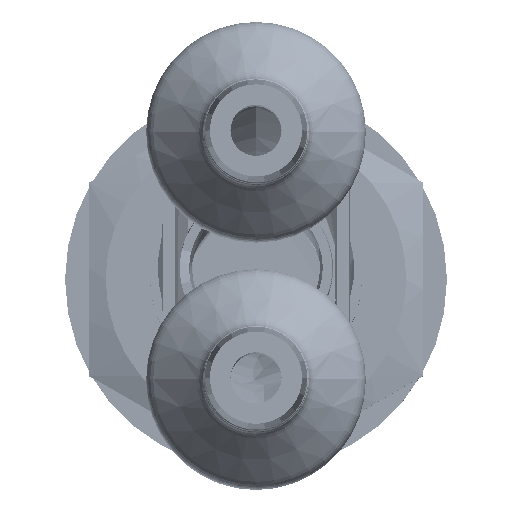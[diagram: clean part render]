
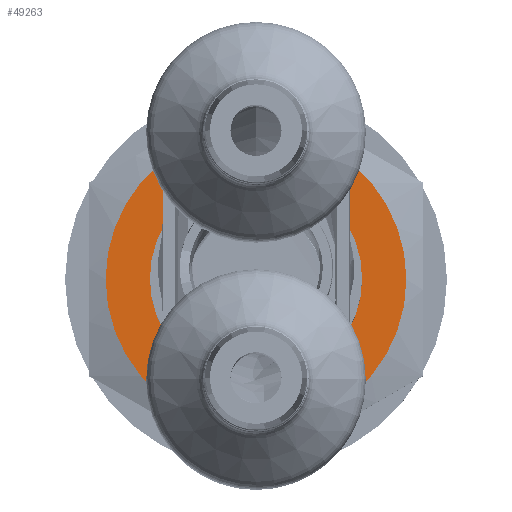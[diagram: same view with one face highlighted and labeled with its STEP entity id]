
A CAD part, top view. The second image highlights one B-rep face of the part: STEP entity #49263.
In plain terms, the highlighted planar face has unit normal (0, 0, 1).
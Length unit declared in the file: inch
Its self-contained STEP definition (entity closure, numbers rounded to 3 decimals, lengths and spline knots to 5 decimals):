
#49046=CARTESIAN_POINT('',(0.,0.,2.2));
#49047=DIRECTION('',(0.,0.,1.));
#49048=DIRECTION('',(-1.,0.,0.));
#49049=AXIS2_PLACEMENT_3D('',#49046,#49047,#49048);
#49051=CARTESIAN_POINT('',(0.,0.,2.2));
#49052=DIRECTION('',(0.,0.,1.));
#49053=DIRECTION('',(1.,0.,0.));
#49054=AXIS2_PLACEMENT_3D('',#49051,#49052,#49053);
#49056=CARTESIAN_POINT('',(0.,0.,2.2));
#49057=DIRECTION('',(0.,0.,1.));
#49058=DIRECTION('',(0.,1.,0.));
#49059=AXIS2_PLACEMENT_3D('',#49056,#49057,#49058);
#49061=CARTESIAN_POINT('',(0.,0.,2.2));
#49062=DIRECTION('',(0.,0.,1.));
#49063=DIRECTION('',(0.,-1.,0.));
#49064=AXIS2_PLACEMENT_3D('',#49061,#49062,#49063);
#49087=CARTESIAN_POINT('',(-1.65,0.,2.2));
#49089=VERTEX_POINT('',#49087);
#49091=CARTESIAN_POINT('',(1.65,0.,2.2));
#49093=VERTEX_POINT('',#49091);
#49094=CARTESIAN_POINT('',(0.,3.15,2.2));
#49096=VERTEX_POINT('',#49094);
#49098=CARTESIAN_POINT('',(0.,-3.15,2.2));
#49100=VERTEX_POINT('',#49098);
#49248=CARTESIAN_POINT('',(0.,0.,2.2));
#49249=DIRECTION('',(0.,0.,1.));
#49250=DIRECTION('',(1.,0.,0.));
#49251=AXIS2_PLACEMENT_3D('',#49248,#49249,#49250);
#49252=PLANE('',#49251);
#49253=ORIENTED_EDGE('',*,*,#49154,.F.);
#49254=ORIENTED_EDGE('',*,*,#49179,.F.);
#49255=EDGE_LOOP('',(#49253,#49254));
#49256=FACE_OUTER_BOUND('',#49255,.F.);
#49258=ORIENTED_EDGE('',*,*,#49257,.T.);
#49260=ORIENTED_EDGE('',*,*,#49259,.T.);
#49261=EDGE_LOOP('',(#49258,#49260));
#49262=FACE_BOUND('',#49261,.F.);
#49263=ADVANCED_FACE('',(#49256,#49262),#49252,.T.);
#49050=CIRCLE('',#49049,1.65);
#49055=CIRCLE('',#49054,1.65);
#49060=CIRCLE('',#49059,3.15);
#49065=CIRCLE('',#49064,3.15);
#49154=EDGE_CURVE('',#49096,#49100,#49060,.T.);
#49179=EDGE_CURVE('',#49100,#49096,#49065,.T.);
#49257=EDGE_CURVE('',#49089,#49093,#49050,.T.);
#49259=EDGE_CURVE('',#49093,#49089,#49055,.T.);
